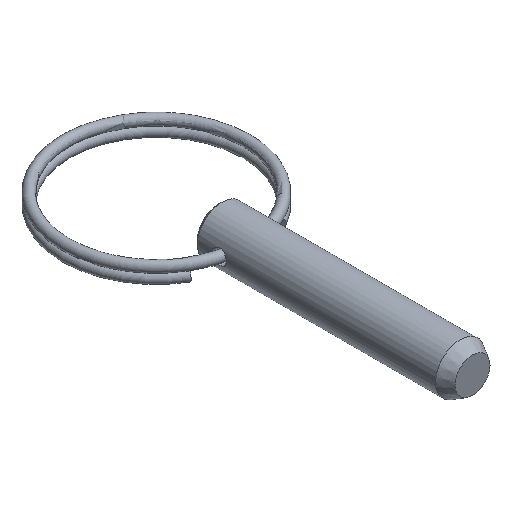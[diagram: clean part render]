
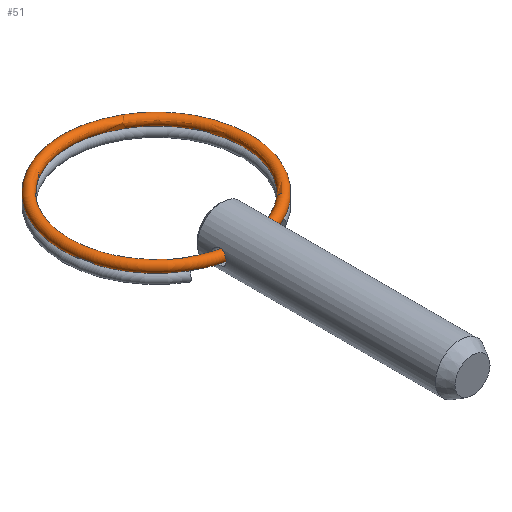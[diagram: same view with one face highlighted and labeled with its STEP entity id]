
A CAD part, isometric view. The second image highlights one B-rep face of the part: STEP entity #51.
In plain terms, the highlighted toroidal (fillet/blend) face has major radius 10.98 mm and minor radius 0.6 mm.
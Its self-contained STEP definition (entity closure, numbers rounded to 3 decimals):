
#51 = ADVANCED_FACE( '', ( #110, #111, #112 ), #113, .T. );
#110 = FACE_BOUND( '', #170, .T. );
#111 = FACE_BOUND( '', #171, .T. );
#112 = FACE_BOUND( '', #172, .T. );
#113 = TOROIDAL_SURFACE( '', #173, 10.98, 0.6 );
#170 = VERTEX_LOOP( '', #240 );
#171 = EDGE_LOOP( '', ( #241 ) );
#172 = EDGE_LOOP( '', ( #242, #243, #244, #245 ) );
#173 = AXIS2_PLACEMENT_3D( '', #246, #247, #248 );
#240 = VERTEX_POINT( '', #302 );
#241 = ORIENTED_EDGE( '', *, *, #297, .T. );
#242 = ORIENTED_EDGE( '', *, *, #303, .F. );
#243 = ORIENTED_EDGE( '', *, *, #299, .T. );
#244 = ORIENTED_EDGE( '', *, *, #304, .F. );
#245 = ORIENTED_EDGE( '', *, *, #285, .F. );
#246 = CARTESIAN_POINT( '', ( 0., 38.5, 0. ) );
#247 = DIRECTION( '', ( 0., 0., 1. ) );
#248 = DIRECTION( '', ( 1., 0., 0. ) );
#285 = EDGE_CURVE( '', #319, #318, #321, .F. );
#297 = EDGE_CURVE( '', #340, #340, #341, .T. );
#299 = EDGE_CURVE( '', #343, #344, #345, .F. );
#302 = CARTESIAN_POINT( '', ( 11.58, 38.5, 0. ) );
#303 = EDGE_CURVE( '', #343, #319, #348, .T. );
#304 = EDGE_CURVE( '', #318, #344, #349, .T. );
#318 = VERTEX_POINT( '', #361 );
#319 = VERTEX_POINT( '', #362 );
#321 = CIRCLE( '', #364, 0.6 );
#340 = VERTEX_POINT( '', #482 );
#341 = B_SPLINE_CURVE_WITH_KNOTS( '', 3, ( #483, #484, #485, #486, #487, #488, #489, #490, #491, #492, #493, #494, #495, #496, #497, #498, #499, #500, #501, #502, #503, #504, #505, #506, #507, #508, #509, #510, #511, #512, #513, #514, #515, #516, #517, #518, #519, #520, #521, #522, #523, #524 ), .UNSPECIFIED., .T., .F., ( 2, 2, 2, 2, 2, 2, 2, 2, 2, 2, 2, 2, 2, 2, 2, 2, 2, 2, 2, 2, 2, 2, 2 ), ( 0., 0., 0., 0., 0.001, 0.001, 0.001, 0.002, 0.002, 0.003, 0.003, 0.003, 0.003, 0.003, 0.004, 0.004, 0.004, 0.005, 0.005, 0.006, 0.006, 0.006, 0.006 ), .UNSPECIFIED. );
#343 = VERTEX_POINT( '', #526 );
#344 = VERTEX_POINT( '', #527 );
#345 = CIRCLE( '', #528, 0.6 );
#348 = CIRCLE( '', #531, 11.057 );
#349 = CIRCLE( '', #532, 10.903 );
#361 = CARTESIAN_POINT( '', ( 5.451, 29.058, -0.595 ) );
#362 = CARTESIAN_POINT( '', ( 5.529, 28.924, -0.595 ) );
#364 = AXIS2_PLACEMENT_3D( '', #547, #548, #549 );
#482 = CARTESIAN_POINT( '', ( -1.297, 27.014, -0.156 ) );
#483 = CARTESIAN_POINT( '', ( -1.255, 27.022, -0.206 ) );
#484 = CARTESIAN_POINT( '', ( -1.338, 27.005, -0.107 ) );
#485 = CARTESIAN_POINT( '', ( -1.364, 26.999, -0.043 ) );
#486 = CARTESIAN_POINT( '', ( -1.352, 27.002, 0.084 ) );
#487 = CARTESIAN_POINT( '', ( -1.315, 27.01, 0.142 ) );
#488 = CARTESIAN_POINT( '', ( -1.222, 27.029, 0.23 ) );
#489 = CARTESIAN_POINT( '', ( -1.167, 27.039, 0.262 ) );
#490 = CARTESIAN_POINT( '', ( -1.052, 27.056, 0.315 ) );
#491 = CARTESIAN_POINT( '', ( -0.991, 27.064, 0.335 ) );
#492 = CARTESIAN_POINT( '', ( -0.808, 27.085, 0.384 ) );
#493 = CARTESIAN_POINT( '', ( -0.683, 27.095, 0.404 ) );
#494 = CARTESIAN_POINT( '', ( -0.431, 27.11, 0.431 ) );
#495 = CARTESIAN_POINT( '', ( -0.304, 27.114, 0.439 ) );
#496 = CARTESIAN_POINT( '', ( 0.075, 27.121, 0.45 ) );
#497 = CARTESIAN_POINT( '', ( 0.327, 27.117, 0.444 ) );
#498 = CARTESIAN_POINT( '', ( 0.702, 27.094, 0.401 ) );
#499 = CARTESIAN_POINT( '', ( 0.827, 27.084, 0.381 ) );
#500 = CARTESIAN_POINT( '', ( 1.012, 27.062, 0.328 ) );
#501 = CARTESIAN_POINT( '', ( 1.072, 27.053, 0.307 ) );
#502 = CARTESIAN_POINT( '', ( 1.186, 27.035, 0.251 ) );
#503 = CARTESIAN_POINT( '', ( 1.241, 27.025, 0.216 ) );
#504 = CARTESIAN_POINT( '', ( 1.329, 27.007, 0.122 ) );
#505 = CARTESIAN_POINT( '', ( 1.36, 27., 0.06 ) );
#506 = CARTESIAN_POINT( '', ( 1.357, 27., -0.071 ) );
#507 = CARTESIAN_POINT( '', ( 1.323, 27.008, -0.131 ) );
#508 = CARTESIAN_POINT( '', ( 1.233, 27.027, -0.223 ) );
#509 = CARTESIAN_POINT( '', ( 1.177, 27.037, -0.257 ) );
#510 = CARTESIAN_POINT( '', ( 1.061, 27.055, -0.311 ) );
#511 = CARTESIAN_POINT( '', ( 1.001, 27.063, -0.332 ) );
#512 = CARTESIAN_POINT( '', ( 0.814, 27.085, -0.383 ) );
#513 = CARTESIAN_POINT( '', ( 0.688, 27.095, -0.403 ) );
#514 = CARTESIAN_POINT( '', ( 0.435, 27.11, -0.431 ) );
#515 = CARTESIAN_POINT( '', ( 0.307, 27.114, -0.439 ) );
#516 = CARTESIAN_POINT( '', ( -0.077, 27.121, -0.45 ) );
#517 = CARTESIAN_POINT( '', ( -0.335, 27.116, -0.444 ) );
#518 = CARTESIAN_POINT( '', ( -0.714, 27.093, -0.399 ) );
#519 = CARTESIAN_POINT( '', ( -0.839, 27.083, -0.379 ) );
#520 = CARTESIAN_POINT( '', ( -1.025, 27.06, -0.324 ) );
#521 = CARTESIAN_POINT( '', ( -1.086, 27.051, -0.302 ) );
#522 = CARTESIAN_POINT( '', ( -1.2, 27.033, -0.243 ) );
#523 = CARTESIAN_POINT( '', ( -1.255, 27.022, -0.206 ) );
#524 = CARTESIAN_POINT( '', ( -1.338, 27.005, -0.107 ) );
#526 = CARTESIAN_POINT( '', ( -5.529, 28.924, -0.595 ) );
#527 = CARTESIAN_POINT( '', ( -5.451, 29.058, -0.595 ) );
#528 = AXIS2_PLACEMENT_3D( '', #562, #563, #564 );
#531 = AXIS2_PLACEMENT_3D( '', #568, #569, #570 );
#532 = AXIS2_PLACEMENT_3D( '', #571, #572, #573 );
#547 = CARTESIAN_POINT( '', ( 5.49, 28.991, 0. ) );
#548 = DIRECTION( '', ( -0.866, -0.5, 0. ) );
#549 = DIRECTION( '', ( 0.5, -0.866, 0. ) );
#562 = CARTESIAN_POINT( '', ( -5.49, 28.991, 0. ) );
#563 = DIRECTION( '', ( -0.866, 0.5, 0. ) );
#564 = DIRECTION( '', ( -0.5, -0.866, 0. ) );
#568 = CARTESIAN_POINT( '', ( 0., 38.5, -0.595 ) );
#569 = DIRECTION( '', ( 0., 0., -1. ) );
#570 = DIRECTION( '', ( -1., 0., 0. ) );
#571 = CARTESIAN_POINT( '', ( 0., 38.5, -0.595 ) );
#572 = DIRECTION( '', ( 0., 0., 1. ) );
#573 = DIRECTION( '', ( 1., 0., 0. ) );
